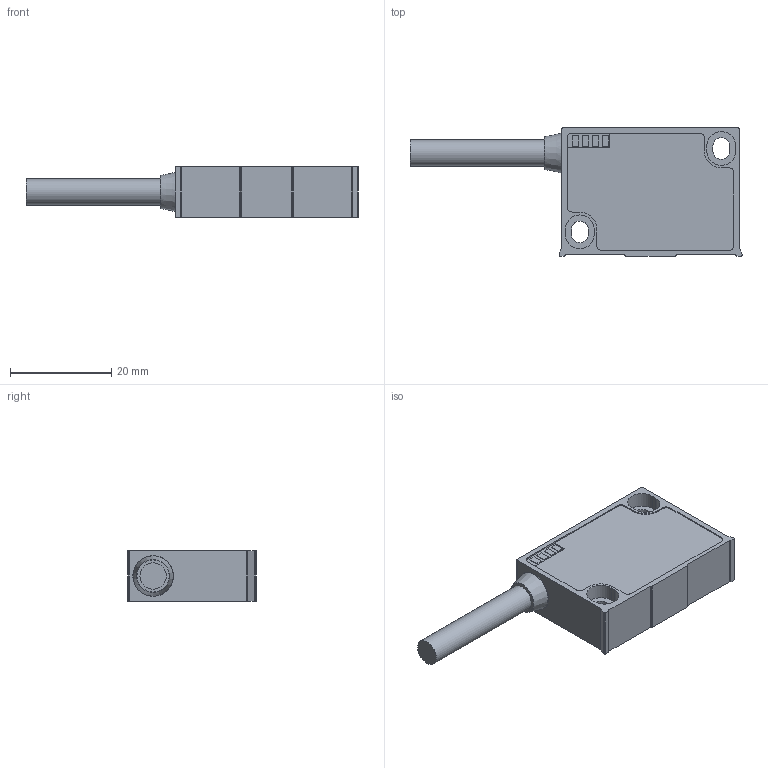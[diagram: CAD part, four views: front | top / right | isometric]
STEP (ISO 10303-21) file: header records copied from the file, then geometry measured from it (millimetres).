
FILE_DESCRIPTION((''),'2;1');
FILE_NAME('MW98E073.stp','2017-05-20T21:12:09',('User'),(''),'Autodesk Inventor 11','Autodesk Inventor 11','');
FILE_SCHEMA(('AUTOMOTIVE_DESIGN { 1 0 10303 214 1 1 1 1 }'));
Length unit declared in the file: millimetre
Products named in the file (1): MW98E073
Bounding box: 65.7 x 25.4 x 10 mm (x, y, z)
Volume: 9028.6 mm3; surface area: 3815 mm2
Topology: 1 solids, 1 shells, 118 faces, 307 edges, 204 vertices
Faces by surface type: plane 82, cylinder 31, bspline 3, torus 1, cone 1
Full cylindrical faces by diameter (mm): 5.2 x1
Entity records: 3696 total; most frequent: CARTESIAN_POINT 728, ORIENTED_EDGE 606, DIRECTION 597, EDGE_CURVE 303, VECTOR 233, LINE 233, VERTEX_POINT 204, AXIS2_PLACEMENT_3D 182
